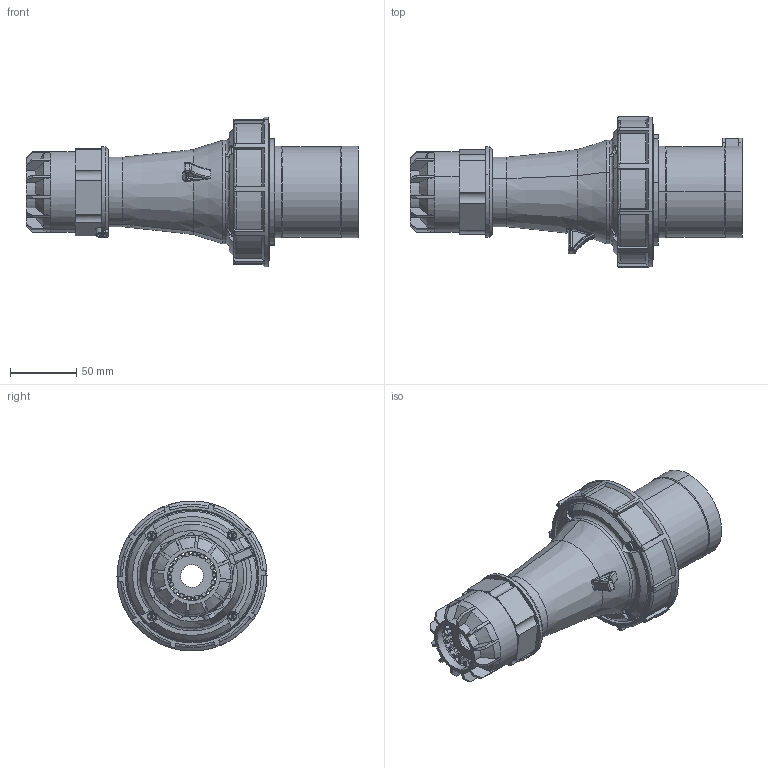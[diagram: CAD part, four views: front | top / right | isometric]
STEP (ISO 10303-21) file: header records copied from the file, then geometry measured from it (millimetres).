
FILE_DESCRIPTION (( 'STEP AP214' ), '1' );
FILE_NAME ('RS-0332.STEP', '2024-10-30T08:15:33', ( '' ), ( '' ), 'SwSTEP 2.0', 'SolidWorks 2016', '' );
FILE_SCHEMA (( 'AUTOMOTIVE_DESIGN' ));
Length unit declared in the file: millimetre
Products named in the file (1): RS-0332
Bounding box: 250 x 113 x 112.89 mm (x, y, z)
Surface area: 132546 mm2 (no closed solid volume)
Topology: 0 solids, 51 shells, 713 faces, 2668 edges, 1964 vertices
Faces by surface type: plane 315, cylinder 168, bspline 166, cone 64
Entity records: 50462 total; most frequent: CARTESIAN_POINT 23151, ORIENTED_EDGE 4242, DIRECTION 3005, EDGE_CURVE 2655, VERTEX_POINT 1964, LINE 1159, VECTOR 1159, B_SPLINE_CURVE_WITH_KNOTS 1036
